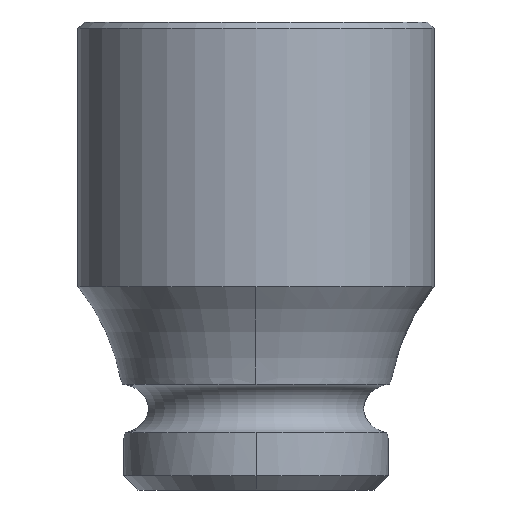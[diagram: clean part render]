
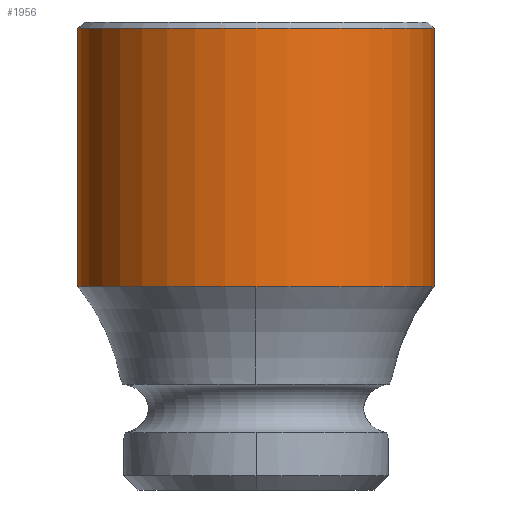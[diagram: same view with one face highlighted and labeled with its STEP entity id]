
A CAD part, left-side view. The second image highlights one B-rep face of the part: STEP entity #1956.
In plain terms, the highlighted cylindrical face has radius 8.75 mm (diameter 17.5 mm), a partial arc.
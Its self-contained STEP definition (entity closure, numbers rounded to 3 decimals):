
#895=CARTESIAN_POINT('',(0.,0.,22.7));
#896=DIRECTION('',(0.,0.,1.));
#897=DIRECTION('',(0.,1.,0.));
#898=AXIS2_PLACEMENT_3D('',#895,#896,#897);
#900=CARTESIAN_POINT('',(0.,0.,10.));
#901=DIRECTION('',(0.,0.,1.));
#902=DIRECTION('',(-1.,0.,0.));
#903=AXIS2_PLACEMENT_3D('',#900,#901,#902);
#905=CARTESIAN_POINT('',(0.,0.,10.));
#906=DIRECTION('',(0.,0.,1.));
#907=DIRECTION('',(0.,1.,0.));
#908=AXIS2_PLACEMENT_3D('',#905,#906,#907);
#943=DIRECTION('',(0.,0.,1.));
#944=VECTOR('',#943,12.7);
#945=CARTESIAN_POINT('',(0.,8.75,10.));
#946=LINE('',#945,#944);
#947=DIRECTION('',(0.,0.,1.));
#948=VECTOR('',#947,12.7);
#949=CARTESIAN_POINT('',(0.,-8.75,10.));
#950=LINE('',#949,#948);
#1048=CARTESIAN_POINT('',(0.,8.75,10.));
#1049=CARTESIAN_POINT('',(-8.75,0.,10.));
#1050=VERTEX_POINT('',#1048);
#1051=VERTEX_POINT('',#1049);
#1052=CARTESIAN_POINT('',(0.,-8.75,10.));
#1053=VERTEX_POINT('',#1052);
#1083=CARTESIAN_POINT('',(0.,-8.75,22.7));
#1084=CARTESIAN_POINT('',(0.,8.75,22.7));
#1085=VERTEX_POINT('',#1083);
#1086=VERTEX_POINT('',#1084);
#1941=CARTESIAN_POINT('',(0.,0.,9.35));
#1942=DIRECTION('',(0.,0.,1.));
#1943=DIRECTION('',(0.,1.,0.));
#1944=AXIS2_PLACEMENT_3D('',#1941,#1942,#1943);
#1945=CYLINDRICAL_SURFACE('',#1944,8.75);
#1947=ORIENTED_EDGE('',*,*,#1946,.T.);
#1949=ORIENTED_EDGE('',*,*,#1948,.F.);
#1950=ORIENTED_EDGE('',*,*,#1935,.F.);
#1951=ORIENTED_EDGE('',*,*,#1584,.F.);
#1953=ORIENTED_EDGE('',*,*,#1952,.T.);
#1954=EDGE_LOOP('',(#1947,#1949,#1950,#1951,#1953));
#1955=FACE_OUTER_BOUND('',#1954,.F.);
#1956=ADVANCED_FACE('',(#1955),#1945,.T.);
#899=CIRCLE('',#898,8.75);
#904=CIRCLE('',#903,8.75);
#909=CIRCLE('',#908,8.75);
#1584=EDGE_CURVE('',#1050,#1051,#909,.T.);
#1935=EDGE_CURVE('',#1051,#1053,#904,.T.);
#1946=EDGE_CURVE('',#1086,#1085,#899,.T.);
#1948=EDGE_CURVE('',#1053,#1085,#950,.T.);
#1952=EDGE_CURVE('',#1050,#1086,#946,.T.);
